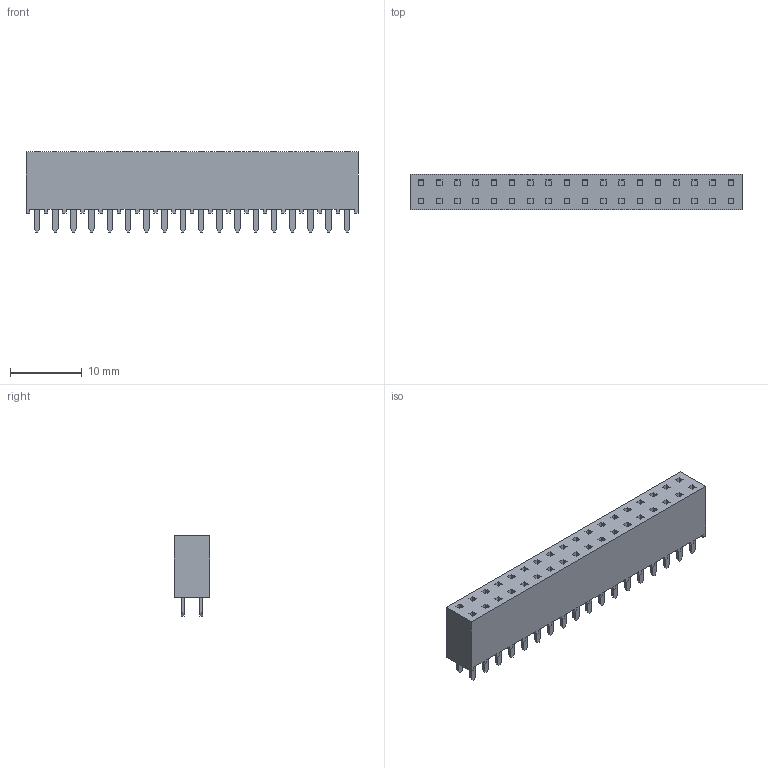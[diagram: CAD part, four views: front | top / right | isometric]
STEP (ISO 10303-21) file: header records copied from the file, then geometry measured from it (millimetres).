
FILE_DESCRIPTION(/* description */ (''),/* implementation_level */ '2;1');
FILE_NAME(/* name */ 'SAMTEC_SSW-118-01-G-D.stp',/* time_stamp */ '2017-06-30T10:56:48+02:00',/* author */ ('jwickham'),/* organization */ (''),/* preprocessor_version */ 'ST-DEVELOPER v16.5',/* originating_system */ 'AutoCAD Mechanical',/* authorisation */ ' ');
FILE_SCHEMA (('AUTOMOTIVE_DESIGN { 1 0 10303 214 3 1 1 }'));
Length unit declared in the file: millimetre
Products named in the file (1): Product
Bounding box: 46.23 x 4.95 x 11.15 mm (x, y, z)
Volume: 1721.2 mm3; surface area: 2625.2 mm2
Topology: 73 solids, 73 shells, 726 faces, 1740 edges, 1160 vertices
Faces by surface type: plane 726
Entity records: 20722 total; most frequent: CARTESIAN_POINT 3627, ORIENTED_EDGE 3480, DIRECTION 3194, LINE 1740, VECTOR 1740, EDGE_CURVE 1740, VERTEX_POINT 1160, EDGE_LOOP 798
